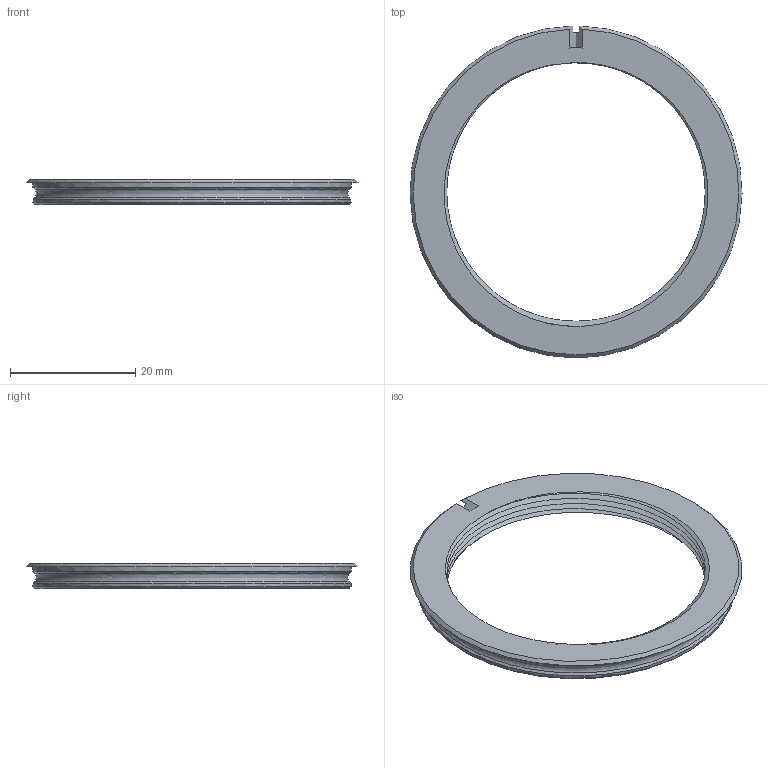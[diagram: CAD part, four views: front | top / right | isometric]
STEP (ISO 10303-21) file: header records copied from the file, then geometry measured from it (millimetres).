
FILE_DESCRIPTION(/* description */ (''),/* implementation_level */ '2;1');
FILE_NAME(/* name */ 'mountBodyBase_thread_M42',/* time_stamp */ '2023-12-05T12:44:02-05:00',/* author */ ('George Moua'),/* organization */ ('Archive 663'),/* preprocessor_version */ 'ST-DEVELOPER v16.7',/* originating_system */ 'Solid Edge',/* authorisation */ 'Unknown');
FILE_SCHEMA (('AUTOMOTIVE_DESIGN {1 0 10303 214 3 1 1}'));
Length unit declared in the file: millimetre
Products named in the file (3): mountLensBase; mountLensBase_M42_oa_0; mountBodyBase_Thread_M42
Assembly tree (2 placements, depth 3):
  mountLensBase
    mountLensBase_M42_oa_0
      mountBodyBase_Thread_M42
Bounding box: 53 x 53 x 4 mm (x, y, z)
Volume: 2465.1 mm3; surface area: 3303.5 mm2
Topology: 1 solids, 1 shells, 15 faces, 36 edges, 23 vertices
Faces by surface type: plane 5, bspline 5, cylinder 3, cone 2
Full cylindrical faces by diameter (mm): 50.8 x2
Entity records: 2228 total; most frequent: CARTESIAN_POINT 1886, ORIENTED_EDGE 54, DIRECTION 51, EDGE_CURVE 27, EDGE_LOOP 23, FACE_BOUND 23, AXIS2_PLACEMENT_3D 23, VERTEX_POINT 20
